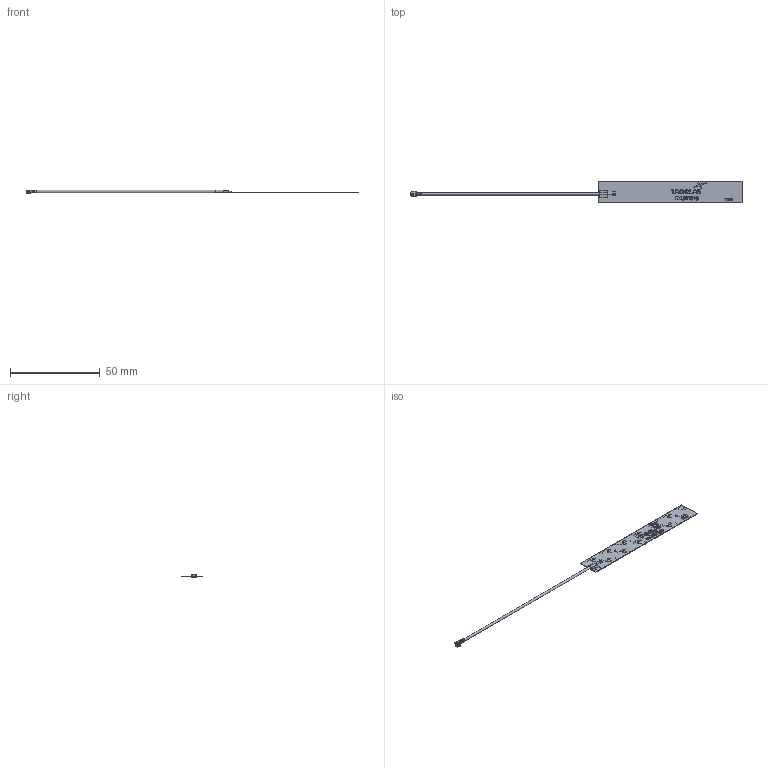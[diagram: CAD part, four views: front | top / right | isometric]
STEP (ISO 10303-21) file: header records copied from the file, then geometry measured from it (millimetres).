
FILE_DESCRIPTION (( 'STEP AP214' ), '1' );
FILE_NAME ('EDW.007504-FXUB1910.07.0100AQ-Flex_Antenna-(A).STEP', '2025-11-20T18:33:45', ( '' ), ( '' ), 'SwSTEP 2.0', 'SolidWorks 2024', '' );
FILE_SCHEMA (( 'AUTOMOTIVE_DESIGN' ));
Length unit declared in the file: millimetre
Products named in the file (1): EDW.007504-FXUB1910.07.0100AQ-Flex_Antenna-(A)
Bounding box: 185.45 x 12 x 2.12 mm (x, y, z)
Surface area: 2489 mm2 (no closed solid volume)
Topology: 0 solids, 34 shells, 356 faces, 5517 edges, 5091 vertices
Faces by surface type: plane 260, cylinder 43, bspline 29, cone 16, torus 6, sphere 2
Full cylindrical faces by diameter (mm): 0.31 x1, 0.88 x2, 1.15 x2, 1.37 x1
Entity records: 56649 total; most frequent: CARTESIAN_POINT 17868, ORIENTED_EDGE 6090, DIRECTION 5807, EDGE_CURVE 5509, VERTEX_POINT 5091, LINE 4823, VECTOR 4823, B_SPLINE_CURVE_WITH_KNOTS 512
